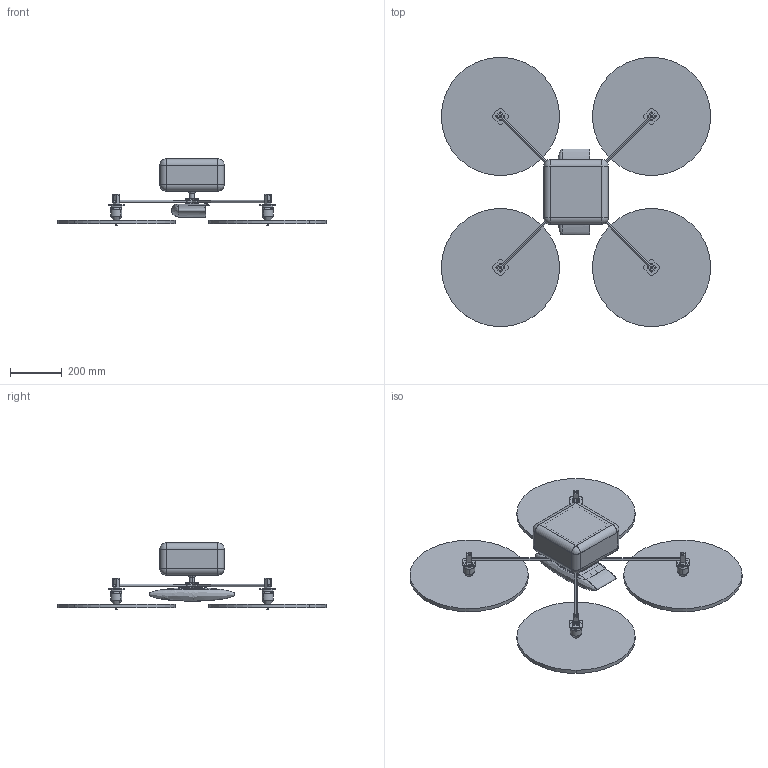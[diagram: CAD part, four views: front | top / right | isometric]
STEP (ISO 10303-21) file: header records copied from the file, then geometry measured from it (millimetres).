
FILE_DESCRIPTION((''),'2;1');
FILE_NAME('UAV_ASM','2023-05-17T01:04:50',('E33734'),(''),'CREO PARAMETRIC BY PTC INC, 2019352','CREO PARAMETRIC BY PTC INC, 2019352','');
FILE_SCHEMA(('CONFIG_CONTROL_DESIGN'));
Length unit declared in the file: millimetre
Products named in the file (29): ORIENT; MAINHUB_1; FUSELAGE_1; BATTERY_1; SENSOR_2; SENSOR_5; SENSOR_1; SENSOR_3; SENSOR_6; SENSOR_4; ARM_10403_4; FLANGE_3327_4; MOTOR_4; PROPELLER_4; ARM_10403_3; FLANGE_3327_3; MOTOR_3; PROPELLER_3; ARM_10403_2; FLANGE_3327_2; MOTOR_2; PROPELLER_2; ARM_10403_1; FLANGE_3327_1; MOTOR_1; PROPELLER_1; CARGOCASE; CARGO; UAV_ASM
Assembly tree (28 placements, depth 2):
  UAV_ASM
    ORIENT
    MAINHUB_1
    FUSELAGE_1
    BATTERY_1
    SENSOR_2
    SENSOR_5
    SENSOR_1
    SENSOR_3
    SENSOR_6
    SENSOR_4
    ARM_10403_4
    FLANGE_3327_4
    MOTOR_4
    PROPELLER_4
    ARM_10403_3
    FLANGE_3327_3
    MOTOR_3
    PROPELLER_3
    ARM_10403_2
    FLANGE_3327_2
    MOTOR_2
    PROPELLER_2
    ARM_10403_1
    FLANGE_3327_1
    MOTOR_1
    PROPELLER_1
    CARGOCASE
    CARGO
Bounding box: 1040.38 x 1040.38 x 256.88 mm (x, y, z)
Volume: 19185065.7 mm3; surface area: 2512216 mm2
Topology: 40 solids, 42 shells, 674 faces, 1395 edges, 818 vertices
Faces by surface type: cylinder 342, plane 201, sphere 88, torus 18, cone 16, revolution 6, extrusion 3
Entity records: 19636 total; most frequent: CARTESIAN_POINT 4515, DIRECTION 3367, ORIENTED_EDGE 2784, EDGE_CURVE 1392, AXIS2_PLACEMENT_3D 1341, VERTEX_POINT 818, EDGE_LOOP 724, VECTOR 679
